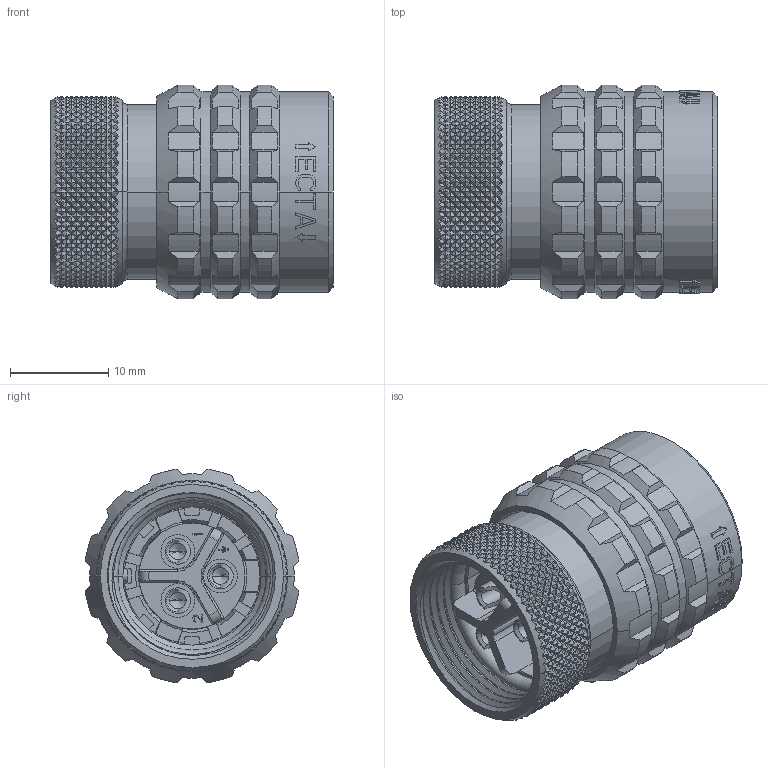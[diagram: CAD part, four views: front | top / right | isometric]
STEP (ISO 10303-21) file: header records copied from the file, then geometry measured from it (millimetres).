
FILE_DESCRIPTION((''),'2;1');
FILE_NAME('1331M193FZ','2024-07-17T15:08:49',('paultorloting'),('NET AG system integration'),'CREO PARAMETRIC BY PTC INC, 2021404','CREO PARAMETRIC BY PTC INC, 2021404','');
FILE_SCHEMA(('AUTOMOTIVE_DESIGN { 1 0 10303 214 1 1 1 1 }'));
Products named in the file (1): 1331M193FZ
Bounding box: 28.8 x 21.79 x 21.79 mm (x, y, z)
Volume: 5959.9 mm3; surface area: 7821.1 mm2
Topology: 1 solids, 2 shells, 4864 faces, 9126 edges, 4323 vertices
Faces by surface type: bspline 3366, plane 1040, cylinder 279, cone 100, torus 71, sphere 8
Entity records: 205679 total; most frequent: CARTESIAN_POINT 101569, ORIENTED_EDGE 18224, EDGE_CURVE 9112, DIRECTION 6950, B_SPLINE_CURVE_WITH_KNOTS 6067, EDGE_LOOP 4939, FACE_OUTER_BOUND 4864, ADVANCED_FACE 4864
